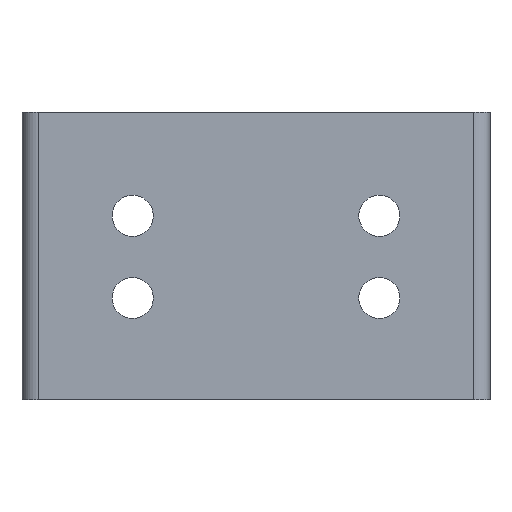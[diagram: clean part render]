
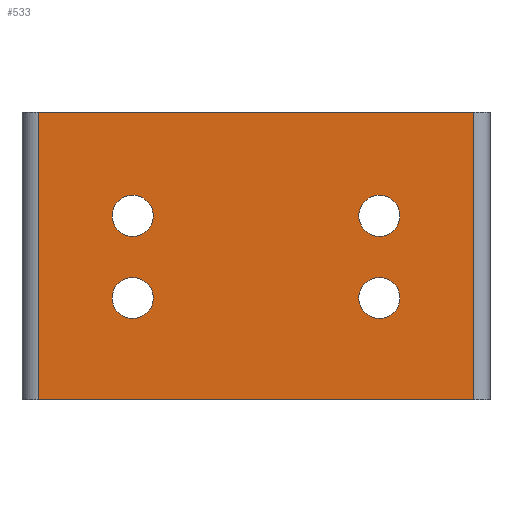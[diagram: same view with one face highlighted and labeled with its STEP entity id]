
A CAD part, front view. The second image highlights one B-rep face of the part: STEP entity #533.
In plain terms, the highlighted planar face has unit normal (0, -1, 0).
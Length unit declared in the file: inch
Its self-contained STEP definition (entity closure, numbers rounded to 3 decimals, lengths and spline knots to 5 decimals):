
#6 = CARTESIAN_POINT ( 'NONE',  ( -1.32338, -1.25, 1.75 ) ) ;
#28 = EDGE_CURVE ( 'NONE', #35, #60, #217, .T. ) ;
#32 = VECTOR ( 'NONE', #630, 39.37008 ) ;
#35 = VERTEX_POINT ( 'NONE', #71 ) ;
#37 = DIRECTION ( 'NONE',  ( 0., 1., 0. ) ) ;
#45 = FACE_BOUND ( 'NONE', #385, .T. ) ;
#53 = FACE_BOUND ( 'NONE', #381, .T. ) ;
#60 = VERTEX_POINT ( 'NONE', #469 ) ;
#71 = CARTESIAN_POINT ( 'NONE',  ( 0.875, -1.25, 1.11957 ) ) ;
#75 = AXIS2_PLACEMENT_3D ( 'NONE', #439, #102, #357 ) ;
#79 = EDGE_CURVE ( 'NONE', #505, #649, #314, .T. ) ;
#90 = VECTOR ( 'NONE', #457, 39.37008 ) ;
#102 = DIRECTION ( 'NONE',  ( 0., 1., 0. ) ) ;
#114 = CARTESIAN_POINT ( 'NONE',  ( -0.625, -1.25, 0.61957 ) ) ;
#117 = ORIENTED_EDGE ( 'NONE', *, *, #372, .T. ) ;
#119 = VERTEX_POINT ( 'NONE', #6 ) ;
#130 = CARTESIAN_POINT ( 'NONE',  ( 0.75, -1.25, 1.11957 ) ) ;
#133 = CARTESIAN_POINT ( 'NONE',  ( -0.75, -1.25, 1.11957 ) ) ;
#147 = EDGE_CURVE ( 'NONE', #172, #383, #598, .T. ) ;
#172 = VERTEX_POINT ( 'NONE', #672 ) ;
#192 = FACE_BOUND ( 'NONE', #337, .T. ) ;
#193 = DIRECTION ( 'NONE',  ( 0., 0., 1. ) ) ;
#202 = DIRECTION ( 'NONE',  ( 0., 0., 1. ) ) ;
#205 = EDGE_CURVE ( 'NONE', #119, #315, #232, .T. ) ;
#217 = CIRCLE ( 'NONE', #827, 0.125 ) ;
#224 = ORIENTED_EDGE ( 'NONE', *, *, #205, .T. ) ;
#228 = CARTESIAN_POINT ( 'NONE',  ( -1.32338, -1.25, 0. ) ) ;
#230 = LINE ( 'NONE', #846, #32 ) ;
#232 = LINE ( 'NONE', #305, #348 ) ;
#251 = VERTEX_POINT ( 'NONE', #309 ) ;
#254 = DIRECTION ( 'NONE',  ( 0., 0., 1. ) ) ;
#262 = ORIENTED_EDGE ( 'NONE', *, *, #28, .T. ) ;
#273 = AXIS2_PLACEMENT_3D ( 'NONE', #516, #873, #193 ) ;
#277 = EDGE_LOOP ( 'NONE', ( #117, #262 ) ) ;
#288 = CIRCLE ( 'NONE', #75, 0.125 ) ;
#289 = CARTESIAN_POINT ( 'NONE',  ( -0.75, -1.25, 0.61957 ) ) ;
#304 = EDGE_CURVE ( 'NONE', #251, #345, #288, .T. ) ;
#305 = CARTESIAN_POINT ( 'NONE',  ( -1.32338, -1.25, 1.75 ) ) ;
#309 = CARTESIAN_POINT ( 'NONE',  ( -0.875, -1.25, 0.61957 ) ) ;
#310 = EDGE_CURVE ( 'NONE', #799, #658, #795, .T. ) ;
#314 = CIRCLE ( 'NONE', #362, 0.125 ) ;
#315 = VERTEX_POINT ( 'NONE', #228 ) ;
#320 = FACE_OUTER_BOUND ( 'NONE', #607, .T. ) ;
#332 = ORIENTED_EDGE ( 'NONE', *, *, #310, .T. ) ;
#335 = DIRECTION ( 'NONE',  ( 0., 0., 1. ) ) ;
#337 = EDGE_LOOP ( 'NONE', ( #586, #389 ) ) ;
#339 = CARTESIAN_POINT ( 'NONE',  ( 1.32338, -1.25, 1.75 ) ) ;
#345 = VERTEX_POINT ( 'NONE', #114 ) ;
#348 = VECTOR ( 'NONE', #380, 39.37008 ) ;
#357 = DIRECTION ( 'NONE',  ( 0., 0., 1. ) ) ;
#362 = AXIS2_PLACEMENT_3D ( 'NONE', #133, #894, #202 ) ;
#372 = EDGE_CURVE ( 'NONE', #60, #35, #530, .T. ) ;
#374 = CARTESIAN_POINT ( 'NONE',  ( 0.75, -1.25, 0.61957 ) ) ;
#380 = DIRECTION ( 'NONE',  ( 0., 0., -1. ) ) ;
#381 = EDGE_LOOP ( 'NONE', ( #695, #845 ) ) ;
#383 = VERTEX_POINT ( 'NONE', #339 ) ;
#385 = EDGE_LOOP ( 'NONE', ( #332, #433 ) ) ;
#387 = DIRECTION ( 'NONE',  ( 0., 0., 1. ) ) ;
#389 = ORIENTED_EDGE ( 'NONE', *, *, #79, .T. ) ;
#413 = DIRECTION ( 'NONE',  ( 0., 0., 1. ) ) ;
#417 = CARTESIAN_POINT ( 'NONE',  ( 0.875, -1.25, 0.61957 ) ) ;
#426 = EDGE_CURVE ( 'NONE', #345, #251, #518, .T. ) ;
#433 = ORIENTED_EDGE ( 'NONE', *, *, #842, .T. ) ;
#439 = CARTESIAN_POINT ( 'NONE',  ( -0.75, -1.25, 0.61957 ) ) ;
#457 = DIRECTION ( 'NONE',  ( 1., 0., 0. ) ) ;
#462 = CARTESIAN_POINT ( 'NONE',  ( -1.5, -1.25, 1.75 ) ) ;
#469 = CARTESIAN_POINT ( 'NONE',  ( 0.625, -1.25, 1.11957 ) ) ;
#472 = DIRECTION ( 'NONE',  ( 0., 1., 0. ) ) ;
#505 = VERTEX_POINT ( 'NONE', #512 ) ;
#511 = AXIS2_PLACEMENT_3D ( 'NONE', #374, #37, #864 ) ;
#512 = CARTESIAN_POINT ( 'NONE',  ( -0.625, -1.25, 1.11957 ) ) ;
#515 = FACE_BOUND ( 'NONE', #277, .T. ) ;
#516 = CARTESIAN_POINT ( 'NONE',  ( 0.75, -1.25, 1.11957 ) ) ;
#518 = CIRCLE ( 'NONE', #879, 0.125 ) ;
#530 = CIRCLE ( 'NONE', #273, 0.125 ) ;
#533 = ADVANCED_FACE ( 'NONE', ( #192, #515, #45, #53, #320 ), #808, .F. ) ;
#550 = DIRECTION ( 'NONE',  ( 0., 0., 1. ) ) ;
#559 = EDGE_CURVE ( 'NONE', #315, #172, #803, .T. ) ;
#570 = CARTESIAN_POINT ( 'NONE',  ( 0.625, -1.25, 0.61957 ) ) ;
#575 = DIRECTION ( 'NONE',  ( 0., 1., 0. ) ) ;
#586 = ORIENTED_EDGE ( 'NONE', *, *, #685, .T. ) ;
#591 = DIRECTION ( 'NONE',  ( 0., 1., 0. ) ) ;
#593 = ORIENTED_EDGE ( 'NONE', *, *, #559, .T. ) ;
#598 = LINE ( 'NONE', #884, #618 ) ;
#607 = EDGE_LOOP ( 'NONE', ( #593, #821, #656, #224 ) ) ;
#617 = CIRCLE ( 'NONE', #643, 0.125 ) ;
#618 = VECTOR ( 'NONE', #254, 39.37008 ) ;
#623 = DIRECTION ( 'NONE',  ( 0., 1., 0. ) ) ;
#630 = DIRECTION ( 'NONE',  ( 1., 0., 0. ) ) ;
#631 = AXIS2_PLACEMENT_3D ( 'NONE', #708, #575, #853 ) ;
#643 = AXIS2_PLACEMENT_3D ( 'NONE', #761, #472, #550 ) ;
#649 = VERTEX_POINT ( 'NONE', #683 ) ;
#656 = ORIENTED_EDGE ( 'NONE', *, *, #860, .F. ) ;
#658 = VERTEX_POINT ( 'NONE', #417 ) ;
#659 = CARTESIAN_POINT ( 'NONE',  ( -1.5, -1.25, 0. ) ) ;
#672 = CARTESIAN_POINT ( 'NONE',  ( 1.32338, -1.25, 0. ) ) ;
#682 = DIRECTION ( 'NONE',  ( 0., 1., 0. ) ) ;
#683 = CARTESIAN_POINT ( 'NONE',  ( -0.875, -1.25, 1.11957 ) ) ;
#685 = EDGE_CURVE ( 'NONE', #649, #505, #617, .T. ) ;
#695 = ORIENTED_EDGE ( 'NONE', *, *, #304, .T. ) ;
#708 = CARTESIAN_POINT ( 'NONE',  ( 0.75, -1.25, 0.61957 ) ) ;
#761 = CARTESIAN_POINT ( 'NONE',  ( -0.75, -1.25, 1.11957 ) ) ;
#795 = CIRCLE ( 'NONE', #511, 0.125 ) ;
#799 = VERTEX_POINT ( 'NONE', #570 ) ;
#803 = LINE ( 'NONE', #659, #90 ) ;
#806 = CIRCLE ( 'NONE', #631, 0.125 ) ;
#808 = PLANE ( 'NONE',  #823 ) ;
#821 = ORIENTED_EDGE ( 'NONE', *, *, #147, .T. ) ;
#823 = AXIS2_PLACEMENT_3D ( 'NONE', #462, #591, #387 ) ;
#827 = AXIS2_PLACEMENT_3D ( 'NONE', #130, #682, #335 ) ;
#842 = EDGE_CURVE ( 'NONE', #658, #799, #806, .T. ) ;
#845 = ORIENTED_EDGE ( 'NONE', *, *, #426, .T. ) ;
#846 = CARTESIAN_POINT ( 'NONE',  ( -1.5, -1.25, 1.75 ) ) ;
#853 = DIRECTION ( 'NONE',  ( 0., 0., 1. ) ) ;
#860 = EDGE_CURVE ( 'NONE', #119, #383, #230, .T. ) ;
#864 = DIRECTION ( 'NONE',  ( 0., 0., 1. ) ) ;
#873 = DIRECTION ( 'NONE',  ( 0., 1., 0. ) ) ;
#879 = AXIS2_PLACEMENT_3D ( 'NONE', #289, #623, #413 ) ;
#884 = CARTESIAN_POINT ( 'NONE',  ( 1.32338, -1.25, 1.75 ) ) ;
#894 = DIRECTION ( 'NONE',  ( 0., 1., 0. ) ) ;
